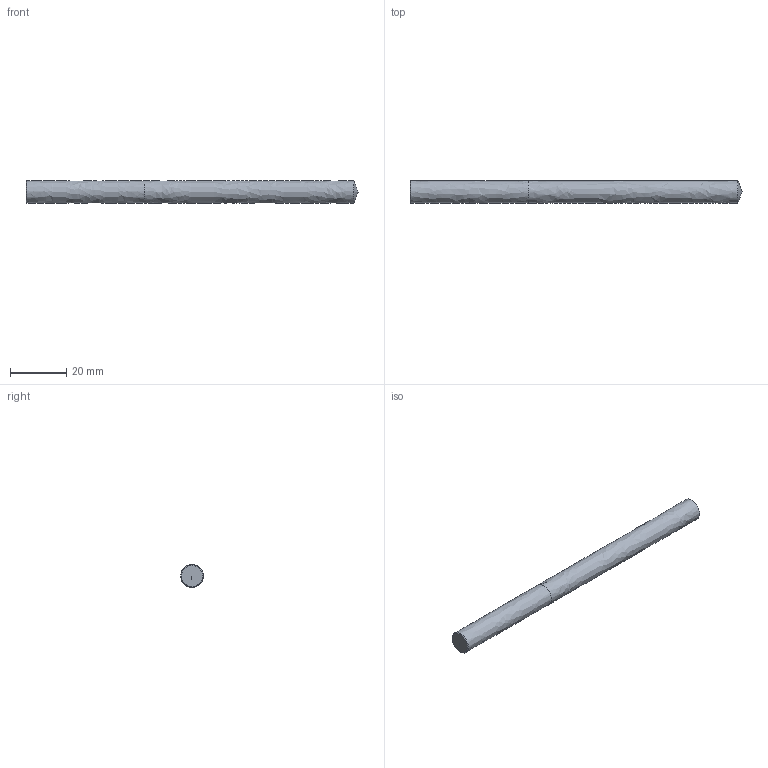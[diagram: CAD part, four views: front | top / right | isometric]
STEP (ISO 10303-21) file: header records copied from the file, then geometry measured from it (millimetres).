
FILE_DESCRIPTION ((), '1');
FILE_NAME ('CXDCLM0800AP.STP', '2021-03-23T15:57:17', ('Unknown'), ('m.a.ford europe'), 'OneCNC-XR8 Mill 3D Expert', 'OneCNC-XR8 Mill 3D Expert', '');
FILE_SCHEMA (('CONFIG_CONTROL_DESIGN'));
Length unit declared in the file: millimetre
Bounding box: 118 x 8 x 8 mm (x, y, z)
Volume: 5881.2 mm3; surface area: 3029.1 mm2
Topology: 1 solids, 1 shells, 5 faces, 11 edges, 6 vertices
Faces by surface type: bspline 5
Entity records: 318 total; most frequent: CARTESIAN_POINT 170, ORIENTED_EDGE 18, EDGE_CURVE 9, PERSON 8, ORGANIZATION 8, PERSON_AND_ORGANIZATION 8, VERTEX_POINT 6, B_SPLINE_CURVE_WITH_KNOTS 5
